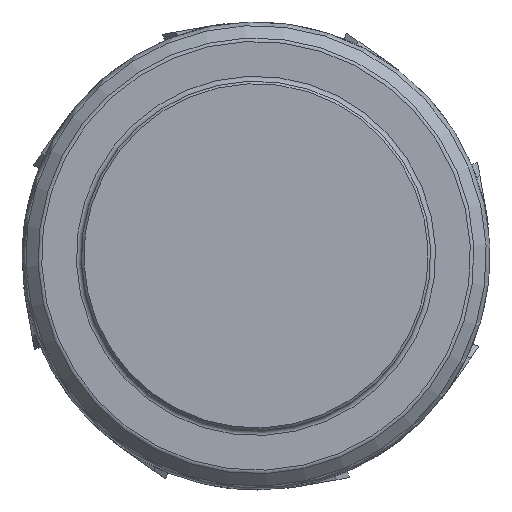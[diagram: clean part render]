
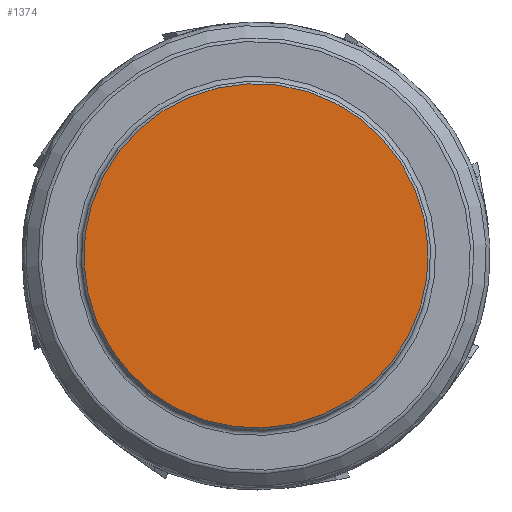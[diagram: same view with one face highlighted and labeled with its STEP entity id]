
A CAD part, top view. The second image highlights one B-rep face of the part: STEP entity #1374.
In plain terms, the highlighted planar face has unit normal (0, 0, 1).
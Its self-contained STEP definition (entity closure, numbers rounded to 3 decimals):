
#1092=PLANE('',#5517);
#1374=ADVANCED_FACE('',(#1656),#1092,.T.);
#1656=FACE_OUTER_BOUND('',#1942,.T.);
#1942=EDGE_LOOP('',(#2576));
#2228=CIRCLE('',#5516,69.);
#2576=ORIENTED_EDGE('',*,*,#4549,.T.);
#3990=VERTEX_POINT('',#8519);
#4549=EDGE_CURVE('',#3990,#3990,#2228,.T.);
#5516=AXIS2_PLACEMENT_3D('',#8518,#6073,#6074);
#5517=AXIS2_PLACEMENT_3D('',#8520,#6075,#6076);
#6073=DIRECTION('',(0.,0.,1.));
#6074=DIRECTION('',(0.976,0.22,0.));
#6075=DIRECTION('',(0.,0.,1.));
#6076=DIRECTION('',(0.976,0.22,0.));
#8518=CARTESIAN_POINT('',(0.,0.,0.));
#8519=CARTESIAN_POINT('',(67.312,15.169,0.));
#8520=CARTESIAN_POINT('',(-70.,0.,0.));
